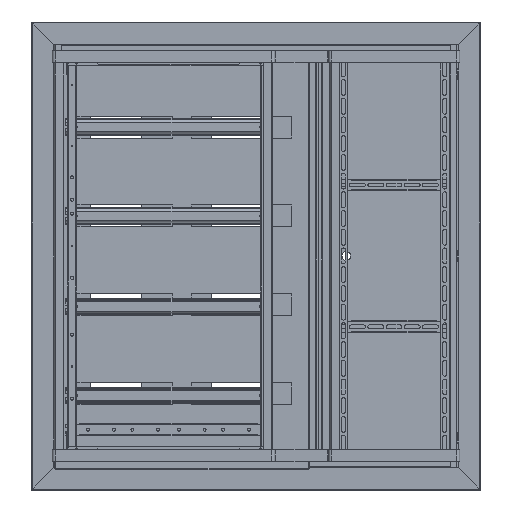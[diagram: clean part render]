
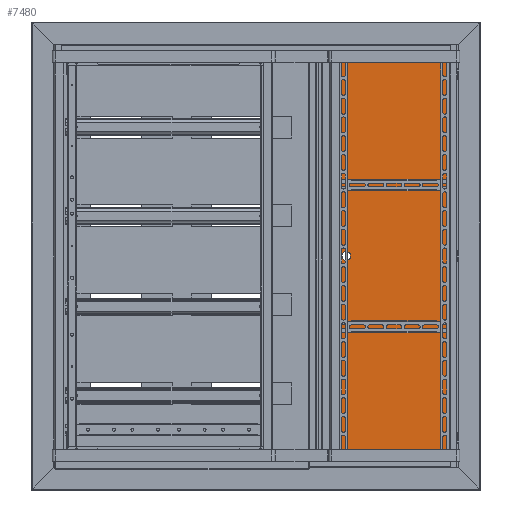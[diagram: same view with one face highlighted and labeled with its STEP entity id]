
A CAD part, top view. The second image highlights one B-rep face of the part: STEP entity #7480.
In plain terms, the highlighted planar face has unit normal (0, 0, 1).
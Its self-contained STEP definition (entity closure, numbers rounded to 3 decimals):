
#7480=ADVANCED_FACE('',(#16657,#16659),#16661,.T.);
#16657=FACE_BOUND('',#16658,.T.);
#16658=EDGE_LOOP('',(#23782,#23783,#23784,#23785));
#16659=FACE_BOUND('',#16660,.T.);
#16660=EDGE_LOOP('',(#23786,#23787,#23788,#23789));
#16661=PLANE('',#16662);
#16662=AXIS2_PLACEMENT_3D('',#16663,#16664,#16665);
#16663=CARTESIAN_POINT('',(0.,0.,0.));
#16664=DIRECTION('',(0.,0.,1.));
#16665=DIRECTION('',(1.,0.,0.));
#23782=ORIENTED_EDGE('',*,*,#27560,.F.);
#23783=ORIENTED_EDGE('',*,*,#27561,.F.);
#23784=ORIENTED_EDGE('',*,*,#27562,.F.);
#23785=ORIENTED_EDGE('',*,*,#27563,.F.);
#23786=ORIENTED_EDGE('',*,*,#27564,.F.);
#23787=ORIENTED_EDGE('',*,*,#27565,.F.);
#23788=ORIENTED_EDGE('',*,*,#27566,.F.);
#23789=ORIENTED_EDGE('',*,*,#27567,.F.);
#27560=EDGE_CURVE('',#30967,#30968,#30969,.T.);
#27561=EDGE_CURVE('',#30970,#30967,#30971,.T.);
#27562=EDGE_CURVE('',#30972,#30970,#30973,.T.);
#27563=EDGE_CURVE('',#30968,#30972,#30974,.T.);
#27564=EDGE_CURVE('',#30975,#30976,#30977,.T.);
#27565=EDGE_CURVE('',#30978,#30975,#30979,.T.);
#27566=EDGE_CURVE('',#30980,#30978,#30981,.T.);
#27567=EDGE_CURVE('',#30976,#30980,#30982,.T.);
#30967=VERTEX_POINT('',#38325);
#30968=VERTEX_POINT('',#38326);
#30969=LINE('',#38327,#38328);
#30970=VERTEX_POINT('',#38330);
#30971=LINE('',#38331,#38332);
#30972=VERTEX_POINT('',#38334);
#30973=LINE('',#38335,#38336);
#30974=LINE('',#38338,#38339);
#30975=VERTEX_POINT('',#38341);
#30976=VERTEX_POINT('',#38342);
#30977=CIRCLE('',#38343,9.75);
#30978=VERTEX_POINT('',#38347);
#30979=LINE('',#38348,#38349);
#30980=VERTEX_POINT('',#38351);
#30981=CIRCLE('',#38352,9.75);
#30982=LINE('',#38356,#38357);
#38325=CARTESIAN_POINT('',(130.5,445.5,0.));
#38326=CARTESIAN_POINT('',(130.5,-445.5,0.));
#38327=CARTESIAN_POINT('',(130.5,445.5,0.));
#38328=VECTOR('',#38329,1.);
#38329=DIRECTION('',(0.,-1.,0.));
#38330=CARTESIAN_POINT('',(-130.5,445.5,0.));
#38331=CARTESIAN_POINT('',(-130.5,445.5,0.));
#38332=VECTOR('',#38333,1.);
#38333=DIRECTION('',(1.,0.,0.));
#38334=CARTESIAN_POINT('',(-130.5,-445.5,0.));
#38335=CARTESIAN_POINT('',(-130.5,-445.5,0.));
#38336=VECTOR('',#38337,1.);
#38337=DIRECTION('',(0.,1.,0.));
#38338=CARTESIAN_POINT('',(130.5,-445.5,0.));
#38339=VECTOR('',#38340,1.);
#38340=DIRECTION('',(-1.,0.,0.));
#38341=CARTESIAN_POINT('',(94.,-4.776,0.));
#38342=CARTESIAN_POINT('',(111.,-4.776,0.));
#38343=AXIS2_PLACEMENT_3D('',#38344,#38345,#38346);
#38344=CARTESIAN_POINT('',(102.5,0.,0.));
#38345=DIRECTION('',(0.,0.,1.));
#38346=DIRECTION('',(-0.872,-0.49,0.));
#38347=CARTESIAN_POINT('',(94.,4.776,0.));
#38348=CARTESIAN_POINT('',(94.,4.776,0.));
#38349=VECTOR('',#38350,1.);
#38350=DIRECTION('',(0.,-1.,0.));
#38351=CARTESIAN_POINT('',(111.,4.776,0.));
#38352=AXIS2_PLACEMENT_3D('',#38353,#38354,#38355);
#38353=CARTESIAN_POINT('',(102.5,0.,0.));
#38354=DIRECTION('',(0.,0.,1.));
#38355=DIRECTION('',(0.872,0.49,0.));
#38356=CARTESIAN_POINT('',(111.,-4.776,0.));
#38357=VECTOR('',#38358,1.);
#38358=DIRECTION('',(0.,1.,0.));
